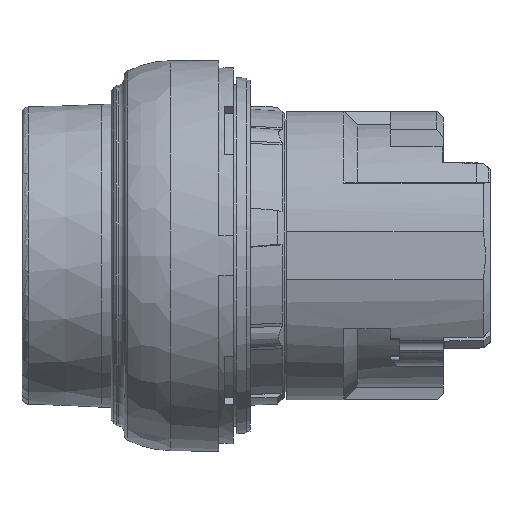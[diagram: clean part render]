
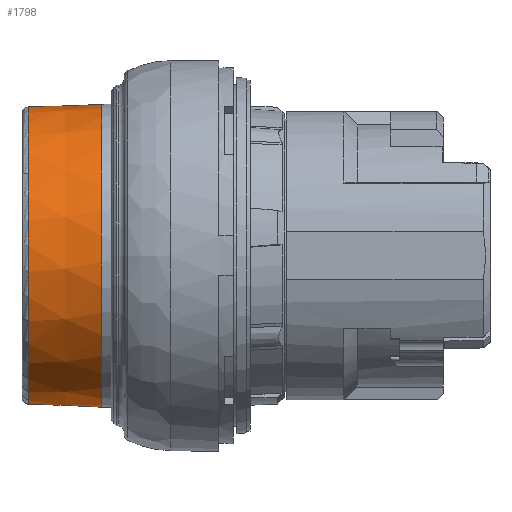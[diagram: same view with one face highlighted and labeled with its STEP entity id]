
A CAD part, left-side view. The second image highlights one B-rep face of the part: STEP entity #1798.
In plain terms, the highlighted conical face has half-angle 2 degrees and reference radius 11.295 mm.
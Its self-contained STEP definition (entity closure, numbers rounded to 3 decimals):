
#1496=CONICAL_SURFACE('',#6717,11.295,2.);
#1798=ADVANCED_FACE('',(#2058,#2059),#1496,.T.);
#2058=FACE_BOUND('',#2349,.T.);
#2059=FACE_BOUND('',#2350,.T.);
#2349=EDGE_LOOP('',(#3826));
#2350=EDGE_LOOP('',(#3827,#3828));
#3826=ORIENTED_EDGE('',*,*,#5621,.T.);
#3827=ORIENTED_EDGE('',*,*,#5622,.F.);
#3828=ORIENTED_EDGE('',*,*,#5623,.F.);
#4708=VERTEX_POINT('',#11708);
#4709=VERTEX_POINT('',#11711);
#4710=VERTEX_POINT('',#11712);
#5621=EDGE_CURVE('',#4708,#4708,#6028,.T.);
#5622=EDGE_CURVE('',#4709,#4710,#6029,.T.);
#5623=EDGE_CURVE('',#4710,#4709,#6030,.T.);
#6028=CIRCLE('',#6713,11.4);
#6029=CIRCLE('',#6715,11.207);
#6030=CIRCLE('',#6716,11.207);
#6713=AXIS2_PLACEMENT_3D('',#11707,#8329,#8330);
#6715=AXIS2_PLACEMENT_3D('',#11710,#8333,#8334);
#6716=AXIS2_PLACEMENT_3D('',#11713,#8335,#8336);
#6717=AXIS2_PLACEMENT_3D('',#11714,#8337,#8338);
#8329=DIRECTION('',(0.,1.,0.));
#8330=DIRECTION('',(-0.707,0.,-0.707));
#8333=DIRECTION('',(0.,1.,0.));
#8334=DIRECTION('',(-0.707,0.,-0.707));
#8335=DIRECTION('',(0.,1.,0.));
#8336=DIRECTION('',(-0.707,0.,-0.707));
#8337=DIRECTION('',(0.,-1.,0.));
#8338=DIRECTION('',(0.707,0.,0.707));
#11707=CARTESIAN_POINT('',(0.,25.7,0.));
#11708=CARTESIAN_POINT('',(8.061,25.7,8.061));
#11710=CARTESIAN_POINT('',(0.,31.217,0.));
#11711=CARTESIAN_POINT('',(6.745,31.217,8.951));
#11712=CARTESIAN_POINT('',(4.379,31.217,10.316));
#11713=CARTESIAN_POINT('',(0.,31.217,0.));
#11714=CARTESIAN_POINT('',(0.,28.7,0.));
